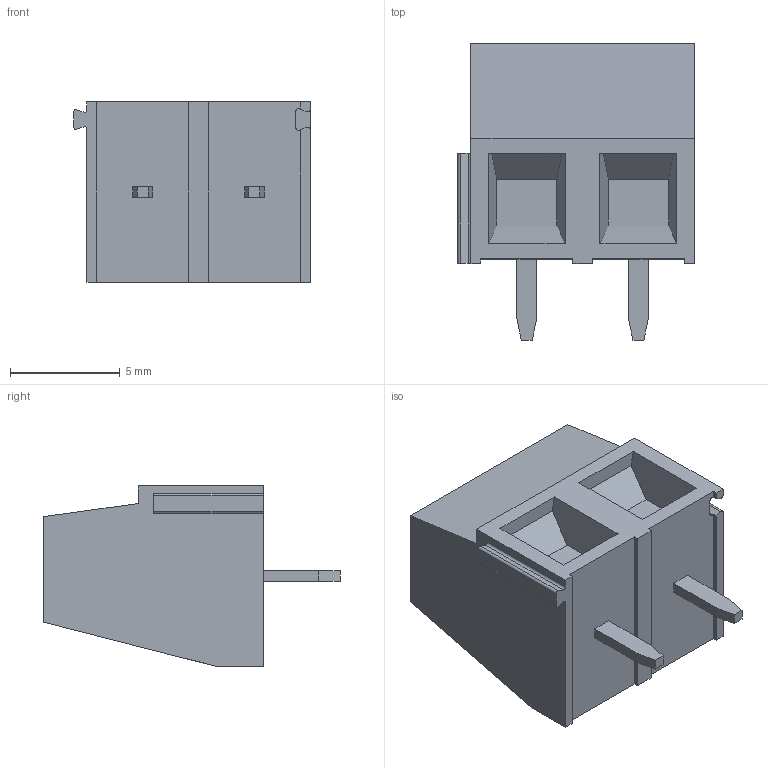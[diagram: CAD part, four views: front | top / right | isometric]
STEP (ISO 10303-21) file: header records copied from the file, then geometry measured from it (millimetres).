
FILE_DESCRIPTION (( 'STEP AP214' ), '1' );
FILE_NAME ('282837-2.STEP', '2023-04-14T01:04:15', ( '' ), ( '' ), 'SwSTEP 2.0', 'SolidWorks 2021', '' );
FILE_SCHEMA (( 'AUTOMOTIVE_DESIGN' ));
Length unit declared in the file: millimetre
Products named in the file (1): 282837-2
Bounding box: 10.76 x 13.5 x 8.2 mm (x, y, z)
Volume: 627.3 mm3; surface area: 678.2 mm2
Topology: 5 solids, 5 shells, 102 faces, 261 edges, 174 vertices
Faces by surface type: plane 84, cylinder 18
Entity records: 3139 total; most frequent: CARTESIAN_POINT 538, ORIENTED_EDGE 522, DIRECTION 511, EDGE_CURVE 261, VECTOR 217, LINE 217, VERTEX_POINT 174, AXIS2_PLACEMENT_3D 147
